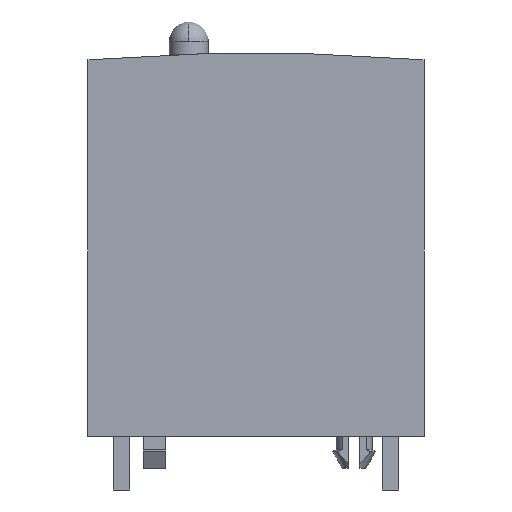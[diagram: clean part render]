
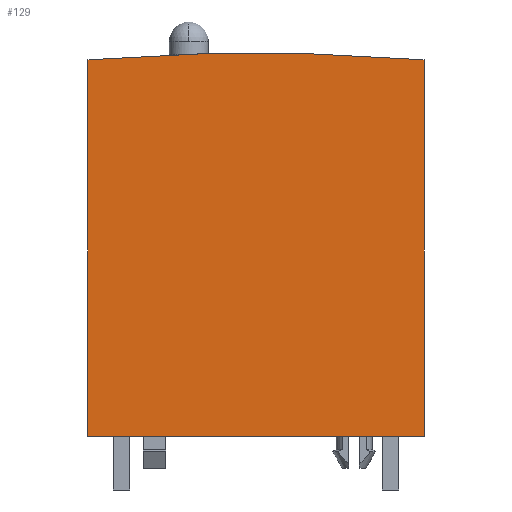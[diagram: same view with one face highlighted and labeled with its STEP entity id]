
A CAD part, left-side view. The second image highlights one B-rep face of the part: STEP entity #129.
In plain terms, the highlighted planar face has unit normal (-1, 0, 0).
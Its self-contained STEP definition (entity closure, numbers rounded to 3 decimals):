
#129 = ADVANCED_FACE( '', ( #248 ), #249, .F. );
#248 = FACE_OUTER_BOUND( '', #368, .T. );
#249 = PLANE( '', #369 );
#368 = EDGE_LOOP( '', ( #800, #801, #802, #803 ) );
#369 = AXIS2_PLACEMENT_3D( '', #804, #805, #806 );
#800 = ORIENTED_EDGE( '', *, *, #943, .F. );
#801 = ORIENTED_EDGE( '', *, *, #949, .F. );
#802 = ORIENTED_EDGE( '', *, *, #946, .F. );
#803 = ORIENTED_EDGE( '', *, *, #931, .F. );
#804 = CARTESIAN_POINT( '', ( -4.5, 0., 0. ) );
#805 = DIRECTION( '', ( 1., 0., 0. ) );
#806 = DIRECTION( '', ( 0., 0., -1. ) );
#931 = EDGE_CURVE( '', #1151, #1152, #1153, .T. );
#943 = EDGE_CURVE( '', #1167, #1151, #1168, .T. );
#946 = EDGE_CURVE( '', #1152, #1172, #1173, .T. );
#949 = EDGE_CURVE( '', #1172, #1167, #1177, .T. );
#1151 = VERTEX_POINT( '', #1588 );
#1152 = VERTEX_POINT( '', #1589 );
#1153 = LINE( '', #1590, #1591 );
#1167 = VERTEX_POINT( '', #1625 );
#1168 = LINE( '', #1626, #1627 );
#1172 = VERTEX_POINT( '', #1633 );
#1173 = LINE( '', #1634, #1635 );
#1177 = CIRCLE( '', #1641, 160. );
#1588 = CARTESIAN_POINT( '', ( -4.5, -12.5, 0. ) );
#1589 = CARTESIAN_POINT( '', ( -4.5, 12.5, 0. ) );
#1590 = CARTESIAN_POINT( '', ( -4.5, -12.5, 0. ) );
#1591 = VECTOR( '', #1787, 1. );
#1625 = CARTESIAN_POINT( '', ( -4.5, -12.5, 28.011 ) );
#1626 = CARTESIAN_POINT( '', ( -4.5, -12.5, 28.011 ) );
#1627 = VECTOR( '', #1812, 1. );
#1633 = CARTESIAN_POINT( '', ( -4.5, 12.5, 28.011 ) );
#1634 = CARTESIAN_POINT( '', ( -4.5, 12.5, 0. ) );
#1635 = VECTOR( '', #1815, 1. );
#1641 = AXIS2_PLACEMENT_3D( '', #1818, #1819, #1820 );
#1787 = DIRECTION( '', ( 0., 1., 0. ) );
#1812 = DIRECTION( '', ( 0., 0., -1. ) );
#1815 = DIRECTION( '', ( 0., 0., 1. ) );
#1818 = CARTESIAN_POINT( '', ( -4.5, 0., -131.5 ) );
#1819 = DIRECTION( '', ( 1., 0., 0. ) );
#1820 = DIRECTION( '', ( 0., 0.078, 0.997 ) );
